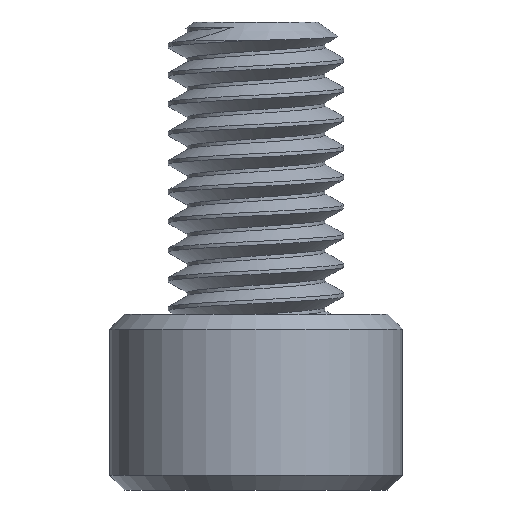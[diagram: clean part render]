
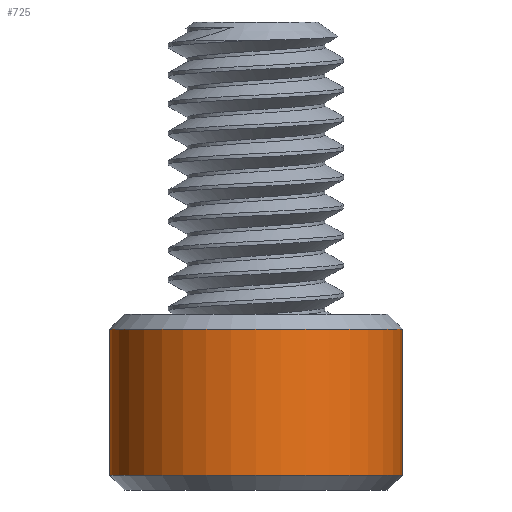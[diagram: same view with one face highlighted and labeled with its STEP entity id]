
A CAD part, front view. The second image highlights one B-rep face of the part: STEP entity #725.
In plain terms, the highlighted cylindrical face has radius 5 mm (diameter 10 mm), a full revolution.
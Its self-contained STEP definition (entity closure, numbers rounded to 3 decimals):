
#67=FACE_OUTER_BOUND('',#111,.T.);
#111=EDGE_LOOP('',(#551,#552,#553,#554,#555,#556));
#136=CIRCLE('',#789,5.);
#137=CIRCLE('',#790,5.);
#140=CIRCLE('',#794,5.);
#141=CIRCLE('',#795,5.);
#225=LINE('',#5003,#261);
#261=VECTOR('',#922,5.);
#319=VERTEX_POINT('',#4976);
#320=VERTEX_POINT('',#4977);
#323=VERTEX_POINT('',#4986);
#324=VERTEX_POINT('',#4987);
#408=EDGE_CURVE('',#319,#320,#136,.T.);
#409=EDGE_CURVE('',#320,#319,#137,.T.);
#413=EDGE_CURVE('',#323,#324,#140,.T.);
#414=EDGE_CURVE('',#324,#323,#141,.T.);
#420=EDGE_CURVE('',#319,#324,#225,.T.);
#551=ORIENTED_EDGE('',*,*,#408,.T.);
#552=ORIENTED_EDGE('',*,*,#409,.T.);
#553=ORIENTED_EDGE('',*,*,#420,.T.);
#554=ORIENTED_EDGE('',*,*,#414,.T.);
#555=ORIENTED_EDGE('',*,*,#413,.T.);
#556=ORIENTED_EDGE('',*,*,#420,.F.);
#699=CYLINDRICAL_SURFACE('',#800,5.);
#725=ADVANCED_FACE('',(#67),#699,.T.);
#789=AXIS2_PLACEMENT_3D('',#4978,#896,#897);
#790=AXIS2_PLACEMENT_3D('',#4979,#898,#899);
#794=AXIS2_PLACEMENT_3D('',#4988,#907,#908);
#795=AXIS2_PLACEMENT_3D('',#4989,#909,#910);
#800=AXIS2_PLACEMENT_3D('',#5002,#920,#921);
#896=DIRECTION('center_axis',(0.,0.,-1.));
#897=DIRECTION('ref_axis',(-1.,0.,0.));
#898=DIRECTION('center_axis',(0.,0.,-1.));
#899=DIRECTION('ref_axis',(-1.,0.,0.));
#907=DIRECTION('center_axis',(0.,0.,1.));
#908=DIRECTION('ref_axis',(-1.,0.,0.));
#909=DIRECTION('center_axis',(0.,0.,1.));
#910=DIRECTION('ref_axis',(-1.,0.,0.));
#920=DIRECTION('center_axis',(0.,0.,1.));
#921=DIRECTION('ref_axis',(1.,0.,0.));
#922=DIRECTION('',(0.,0.,-1.));
#4976=CARTESIAN_POINT('',(-5.,0.,-10.5));
#4977=CARTESIAN_POINT('',(5.,0.,-10.5));
#4978=CARTESIAN_POINT('Origin',(0.,0.,-10.5));
#4979=CARTESIAN_POINT('Origin',(0.,0.,-10.5));
#4986=CARTESIAN_POINT('',(5.,0.,-15.5));
#4987=CARTESIAN_POINT('',(-5.,0.,-15.5));
#4988=CARTESIAN_POINT('Origin',(0.,0.,-15.5));
#4989=CARTESIAN_POINT('Origin',(0.,0.,-15.5));
#5002=CARTESIAN_POINT('Origin',(0.,0.,-16.));
#5003=CARTESIAN_POINT('',(-5.,0.,-16.));
